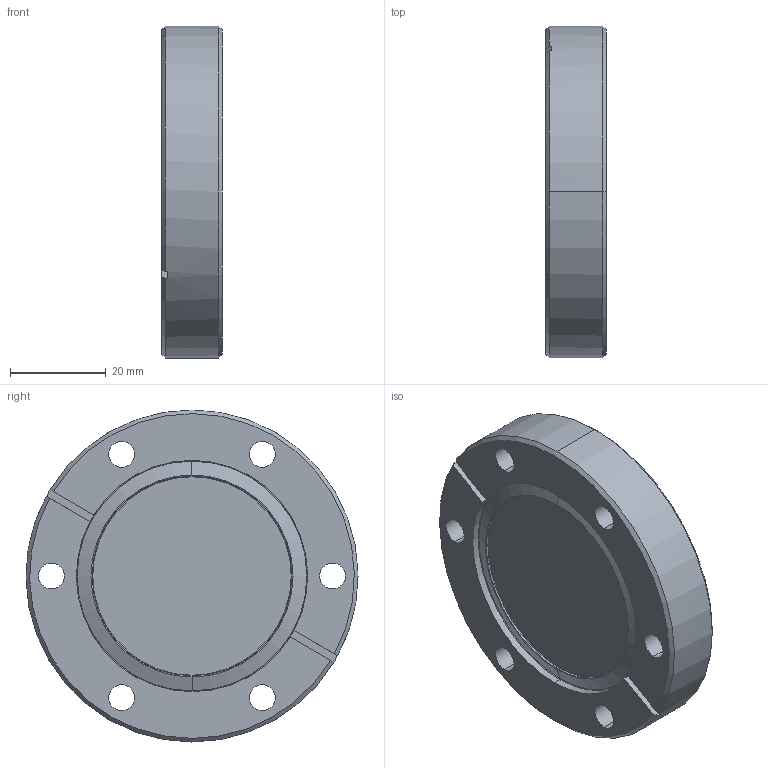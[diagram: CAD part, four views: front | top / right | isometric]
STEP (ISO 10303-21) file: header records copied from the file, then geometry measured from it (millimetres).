
FILE_DESCRIPTION (( 'STEP AP203' ), '1' );
FILE_NAME ('130008_D.STEP', '2024-03-18T06:42:33', ( '' ), ( '' ), 'SwSTEP 2.0', 'SolidWorks 2022', '' );
FILE_SCHEMA (( 'CONFIG_CONTROL_DESIGN' ));
Length unit declared in the file: inch
Products named in the file (1): 130008_D
Bounding box: 12.7 x 69.34 x 69.34 mm (x, y, z)
Volume: 43701 mm3; surface area: 11531.9 mm2
Topology: 1 solids, 1 shells, 41 faces, 104 edges, 65 vertices
Faces by surface type: cylinder 16, plane 10, cone 9, torus 6
Entity records: 1362 total; most frequent: DIRECTION 245, CARTESIAN_POINT 223, ORIENTED_EDGE 208, EDGE_CURVE 104, AXIS2_PLACEMENT_3D 103, VERTEX_POINT 65, CIRCLE 61, EDGE_LOOP 53
